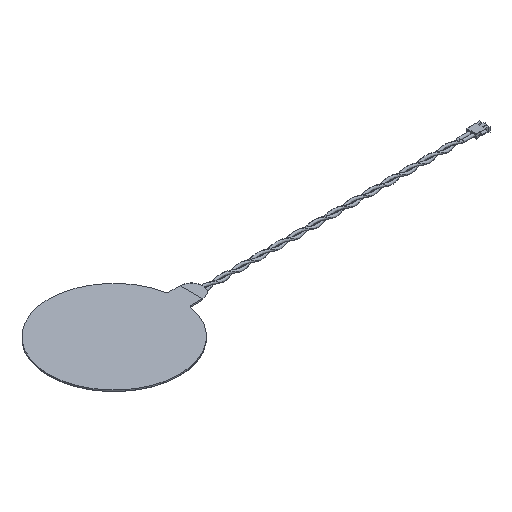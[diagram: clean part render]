
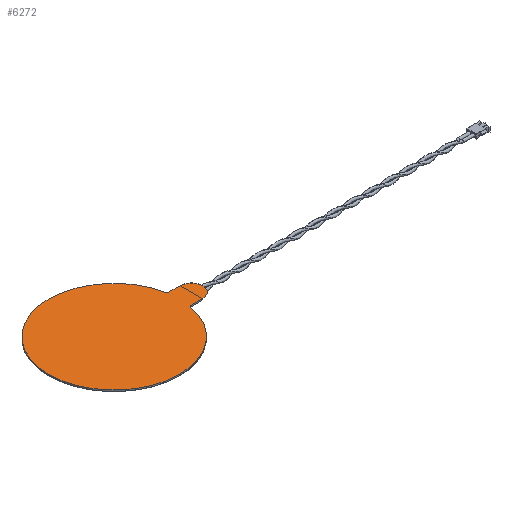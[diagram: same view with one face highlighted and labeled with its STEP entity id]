
A CAD part, isometric view. The second image highlights one B-rep face of the part: STEP entity #6272.
In plain terms, the highlighted planar face has unit normal (0, 0, 1).
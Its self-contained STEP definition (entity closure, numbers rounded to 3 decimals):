
#189 = VERTEX_POINT ( 'NONE', #9461 ) ;
#243 = CARTESIAN_POINT ( 'NONE',  ( 50.024, 53.036, 0.34 ) ) ;
#1131 = AXIS2_PLACEMENT_3D ( 'NONE', #18981, #17170, #9161 ) ;
#1532 = AXIS2_PLACEMENT_3D ( 'NONE', #15773, #13796, #10005 ) ;
#2106 = CARTESIAN_POINT ( 'NONE',  ( 70.765, 50.036, 0.34 ) ) ;
#3823 = ORIENTED_EDGE ( 'NONE', *, *, #22365, .F. ) ;
#4102 = VERTEX_POINT ( 'NONE', #18094 ) ;
#4341 = VERTEX_POINT ( 'NONE', #24360 ) ;
#6272 = ADVANCED_FACE ( 'NONE', ( #10631 ), #15205, .F. ) ;
#6377 = DIRECTION ( 'NONE',  ( -1., 0., 0. ) ) ;
#6489 = EDGE_CURVE ( 'NONE', #4341, #25130, #17950, .T. ) ;
#6538 = VECTOR ( 'NONE', #20399, 1000. ) ;
#7802 = CIRCLE ( 'NONE', #1532, 3. ) ;
#8015 = VECTOR ( 'NONE', #15869, 1000. ) ;
#8128 = CARTESIAN_POINT ( 'NONE',  ( 67.681, 56.536, 0.34 ) ) ;
#8273 = EDGE_CURVE ( 'NONE', #9174, #189, #9967, .T. ) ;
#8617 = EDGE_CURVE ( 'NONE', #4102, #9174, #14710, .T. ) ;
#9161 = DIRECTION ( 'NONE',  ( -1., 0., 0. ) ) ;
#9174 = VERTEX_POINT ( 'NONE', #18023 ) ;
#9461 = CARTESIAN_POINT ( 'NONE',  ( 70.765, 56.036, 0.34 ) ) ;
#9967 = LINE ( 'NONE', #13892, #8015 ) ;
#10005 = DIRECTION ( 'NONE',  ( -1., 0., 0. ) ) ;
#10472 = EDGE_LOOP ( 'NONE', ( #3823, #17390, #13301, #23276, #17697, #21937 ) ) ;
#10631 = FACE_OUTER_BOUND ( 'NONE', #10472, .T. ) ;
#10724 = VERTEX_POINT ( 'NONE', #17718 ) ;
#11837 = DIRECTION ( 'NONE',  ( -1., 0., 0. ) ) ;
#12668 = CARTESIAN_POINT ( 'NONE',  ( 67.681, 49.536, 0.34 ) ) ;
#13301 = ORIENTED_EDGE ( 'NONE', *, *, #25941, .T. ) ;
#13796 = DIRECTION ( 'NONE',  ( 0., 0., 1. ) ) ;
#13892 = CARTESIAN_POINT ( 'NONE',  ( 67.681, 56.036, 0.34 ) ) ;
#14710 = CIRCLE ( 'NONE', #25606, 0.5 ) ;
#15205 = PLANE ( 'NONE',  #1131 ) ;
#15367 = CARTESIAN_POINT ( 'NONE',  ( 67.681, 50.036, 0.34 ) ) ;
#15773 = CARTESIAN_POINT ( 'NONE',  ( 70.765, 53.036, 0.34 ) ) ;
#15869 = DIRECTION ( 'NONE',  ( 1., 0., 0. ) ) ;
#16074 = EDGE_CURVE ( 'NONE', #10724, #4102, #23309, .T. ) ;
#16144 = DIRECTION ( 'NONE',  ( 0., 0., 1. ) ) ;
#17170 = DIRECTION ( 'NONE',  ( 0., 0., -1. ) ) ;
#17390 = ORIENTED_EDGE ( 'NONE', *, *, #6489, .F. ) ;
#17565 = CIRCLE ( 'NONE', #18398, 0.5 ) ;
#17697 = ORIENTED_EDGE ( 'NONE', *, *, #8617, .F. ) ;
#17718 = CARTESIAN_POINT ( 'NONE',  ( 67.19, 49.634, 0.34 ) ) ;
#17950 = LINE ( 'NONE', #2106, #6538 ) ;
#18023 = CARTESIAN_POINT ( 'NONE',  ( 67.681, 56.036, 0.34 ) ) ;
#18094 = CARTESIAN_POINT ( 'NONE',  ( 67.19, 56.439, 0.34 ) ) ;
#18398 = AXIS2_PLACEMENT_3D ( 'NONE', #12668, #20659, #21291 ) ;
#18981 = CARTESIAN_POINT ( 'NONE',  ( 67.681, 49.536, 0.34 ) ) ;
#20399 = DIRECTION ( 'NONE',  ( -1., 0., 0. ) ) ;
#20659 = DIRECTION ( 'NONE',  ( 0., 0., 1. ) ) ;
#21291 = DIRECTION ( 'NONE',  ( -1., 0., 0. ) ) ;
#21937 = ORIENTED_EDGE ( 'NONE', *, *, #16074, .F. ) ;
#22365 = EDGE_CURVE ( 'NONE', #25130, #10724, #17565, .T. ) ;
#22597 = DIRECTION ( 'NONE',  ( 0., 0., -1. ) ) ;
#23276 = ORIENTED_EDGE ( 'NONE', *, *, #8273, .F. ) ;
#23309 = CIRCLE ( 'NONE', #24167, 17.5 ) ;
#24167 = AXIS2_PLACEMENT_3D ( 'NONE', #243, #22597, #6377 ) ;
#24360 = CARTESIAN_POINT ( 'NONE',  ( 70.765, 50.036, 0.34 ) ) ;
#25130 = VERTEX_POINT ( 'NONE', #15367 ) ;
#25606 = AXIS2_PLACEMENT_3D ( 'NONE', #8128, #16144, #11837 ) ;
#25941 = EDGE_CURVE ( 'NONE', #4341, #189, #7802, .T. ) ;
